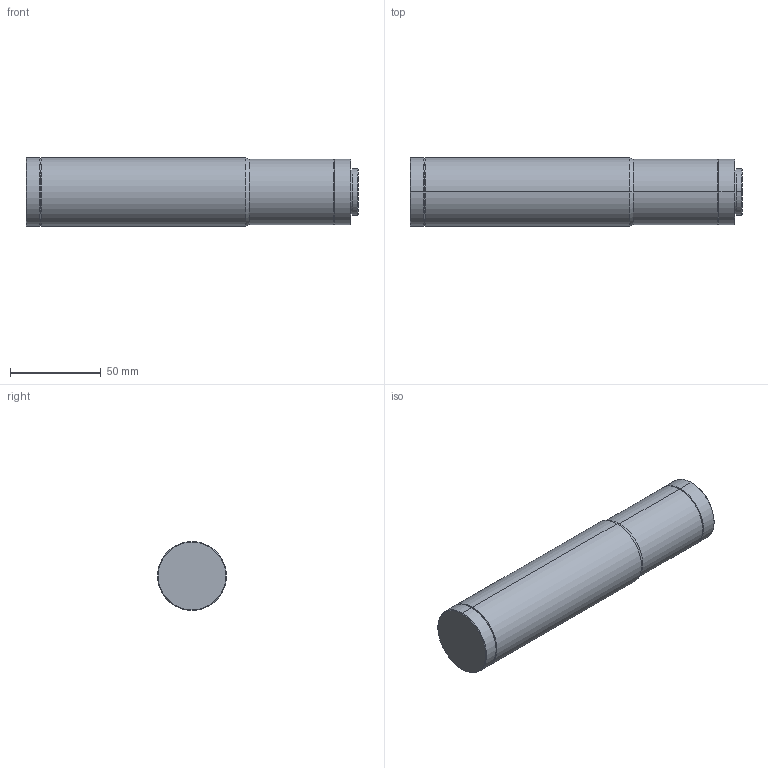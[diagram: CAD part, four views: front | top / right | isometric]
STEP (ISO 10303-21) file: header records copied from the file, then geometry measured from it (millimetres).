
FILE_DESCRIPTION (( 'STEP AP203' ), '1' );
FILE_NAME ('DTCA121-10.STEP', '2022-03-28T06:41:15', ( '' ), ( '' ), 'SwSTEP 2.0', 'SolidWorks 2017', '' );
FILE_SCHEMA (( 'CONFIG_CONTROL_DESIGN' ));
Length unit declared in the file: millimetre
Products named in the file (1): DTCA121-10
Bounding box: 183 x 38 x 38 mm (x, y, z)
Volume: 198340.7 mm3; surface area: 23586.2 mm2
Topology: 1 solids, 1 shells, 32 faces, 62 edges, 34 vertices
Faces by surface type: cone 16, cylinder 12, plane 4
Entity records: 881 total; most frequent: DIRECTION 162, CARTESIAN_POINT 129, ORIENTED_EDGE 124, AXIS2_PLACEMENT_3D 67, EDGE_CURVE 62, VERTEX_POINT 34, CIRCLE 34, EDGE_LOOP 34
